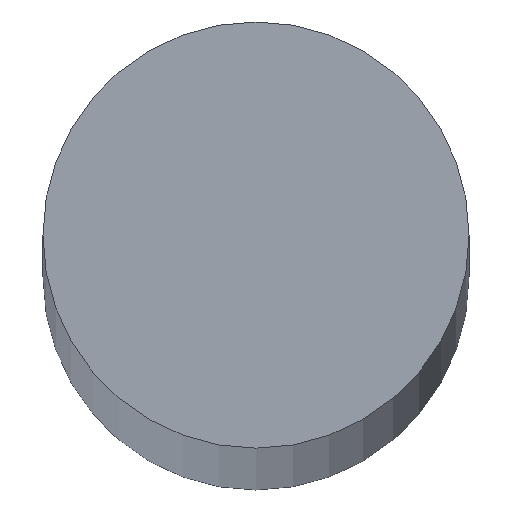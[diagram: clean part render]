
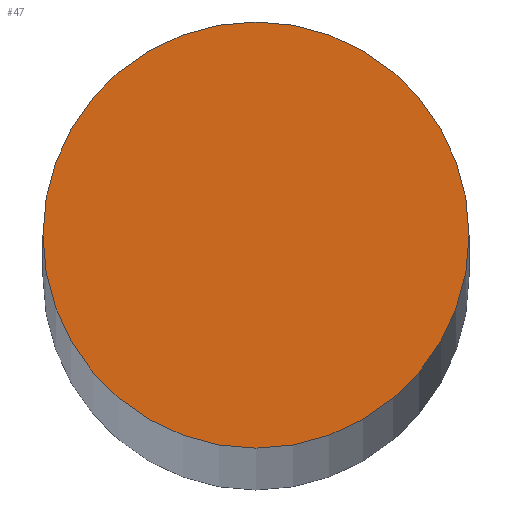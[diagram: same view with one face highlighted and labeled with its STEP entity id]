
A CAD part, top view. The second image highlights one B-rep face of the part: STEP entity #47.
In plain terms, the highlighted planar face has unit normal (0, 0, 1).
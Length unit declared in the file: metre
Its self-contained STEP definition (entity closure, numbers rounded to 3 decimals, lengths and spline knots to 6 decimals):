
#47 = ADVANCED_FACE( '', ( #52 ), #53, .T. );
#52 = FACE_OUTER_BOUND( '', #59, .T. );
#53 = PLANE( '', #60 );
#59 = EDGE_LOOP( '', ( #68 ) );
#60 = AXIS2_PLACEMENT_3D( '', #69, #70, #71 );
#68 = ORIENTED_EDGE( '', *, *, #78, .T. );
#69 = CARTESIAN_POINT( '', ( 0., 0., 0.45 ) );
#70 = DIRECTION( '', ( 0., 0., 1. ) );
#71 = DIRECTION( '', ( 1., 0., 0. ) );
#78 = EDGE_CURVE( '', #81, #81, #82, .T. );
#81 = VERTEX_POINT( '', #85 );
#82 = CIRCLE( '', #86, 0.004 );
#85 = CARTESIAN_POINT( '', ( 0.004, 0., 0.45 ) );
#86 = AXIS2_PLACEMENT_3D( '', #90, #91, #92 );
#90 = CARTESIAN_POINT( '', ( 0., 0., 0.45 ) );
#91 = DIRECTION( '', ( 0., 0., 1. ) );
#92 = DIRECTION( '', ( 1., 0., 0. ) );
